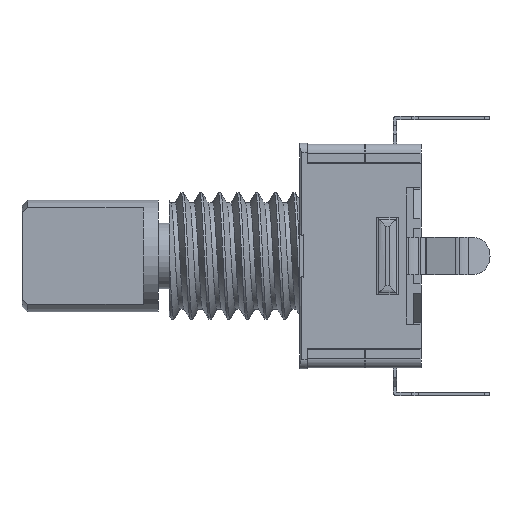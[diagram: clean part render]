
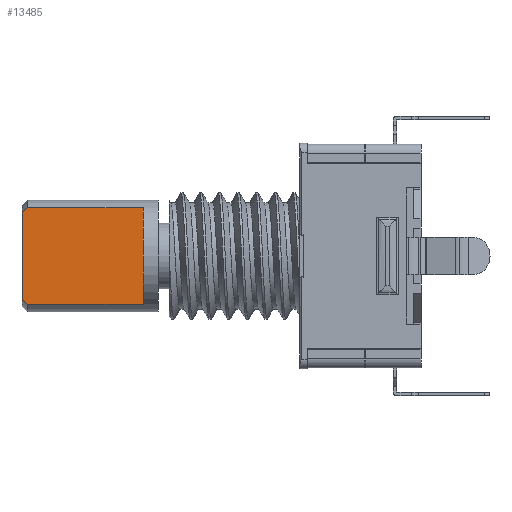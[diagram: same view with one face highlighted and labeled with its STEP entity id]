
A CAD part, left-side view. The second image highlights one B-rep face of the part: STEP entity #13485.
In plain terms, the highlighted planar face has unit normal (-1, 0, 0).
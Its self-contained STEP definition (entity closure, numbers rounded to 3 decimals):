
#478 = CARTESIAN_POINT ( 'NONE',  ( -1.5, 21.4, -2.245 ) ) ;
#656 = ORIENTED_EDGE ( 'NONE', *, *, #2717, .T. ) ;
#2039 = DIRECTION ( 'NONE',  ( 0., 0., -1. ) ) ;
#2255 = LINE ( 'NONE', #7127, #11261 ) ;
#2403 = CARTESIAN_POINT ( 'NONE',  ( -1.5, 8.692, 2.598 ) ) ;
#2717 = EDGE_CURVE ( 'NONE', #7081, #14728, #9664, .T. ) ;
#3135 = ORIENTED_EDGE ( 'NONE', *, *, #15105, .T. ) ;
#3230 = PLANE ( 'NONE',  #7232 ) ;
#3278 = DIRECTION ( 'NONE',  ( 0., 1., 0. ) ) ;
#3584 = DIRECTION ( 'NONE',  ( 0., 0., -1. ) ) ;
#3787 = CARTESIAN_POINT ( 'NONE',  ( -1.5, 21.201, 2.481 ) ) ;
#4689 = EDGE_CURVE ( 'NONE', #6878, #5091, #9369, .T. ) ;
#4700 = VERTEX_POINT ( 'NONE', #8166 ) ;
#4863 = ORIENTED_EDGE ( 'NONE', *, *, #4689, .F. ) ;
#5091 = VERTEX_POINT ( 'NONE', #15629 ) ;
#5121 = CARTESIAN_POINT ( 'NONE',  ( -1.5, 21.1, 2.598 ) ) ;
#5341 = CARTESIAN_POINT ( 'NONE',  ( -1.5, 21.301, -2.364 ) ) ;
#5414 = B_SPLINE_CURVE_WITH_KNOTS ( 'NONE', 3,
 ( #14724, #3787, #8653, #13538 ),
 .UNSPECIFIED., .F., .F.,
 ( 4, 4 ),
 ( 0., 0. ),
 .UNSPECIFIED. ) ;
#6170 = VECTOR ( 'NONE', #3278, 1000. ) ;
#6878 = VERTEX_POINT ( 'NONE', #8976 ) ;
#7081 = VERTEX_POINT ( 'NONE', #12247 ) ;
#7127 = CARTESIAN_POINT ( 'NONE',  ( -1.5, 14.9, 0. ) ) ;
#7232 = AXIS2_PLACEMENT_3D ( 'NONE', #8121, #12978, #2039 ) ;
#7283 = DIRECTION ( 'NONE',  ( 0., 1., 0. ) ) ;
#8121 = CARTESIAN_POINT ( 'NONE',  ( -1.5, 8.692, 0. ) ) ;
#8166 = CARTESIAN_POINT ( 'NONE',  ( -1.5, 14.9, 2.598 ) ) ;
#8553 = EDGE_CURVE ( 'NONE', #6878, #4700, #2255, .T. ) ;
#8653 = CARTESIAN_POINT ( 'NONE',  ( -1.5, 21.301, 2.364 ) ) ;
#8976 = CARTESIAN_POINT ( 'NONE',  ( -1.5, 14.9, -2.598 ) ) ;
#9369 = LINE ( 'NONE', #14234, #6170 ) ;
#9645 = VERTEX_POINT ( 'NONE', #5121 ) ;
#9664 = LINE ( 'NONE', #14529, #12775 ) ;
#10201 = CARTESIAN_POINT ( 'NONE',  ( -1.5, 21.201, -2.481 ) ) ;
#10771 = ORIENTED_EDGE ( 'NONE', *, *, #15205, .T. ) ;
#11261 = VECTOR ( 'NONE', #11994, 1000. ) ;
#11390 = CARTESIAN_POINT ( 'NONE',  ( -1.5, 21.4, -2.245 ) ) ;
#11994 = DIRECTION ( 'NONE',  ( 0., 0., 1. ) ) ;
#12068 = ORIENTED_EDGE ( 'NONE', *, *, #15451, .T. ) ;
#12247 = CARTESIAN_POINT ( 'NONE',  ( -1.5, 21.4, 2.245 ) ) ;
#12452 = EDGE_LOOP ( 'NONE', ( #656, #10771, #4863, #12587, #3135, #12068 ) ) ;
#12587 = ORIENTED_EDGE ( 'NONE', *, *, #8553, .T. ) ;
#12775 = VECTOR ( 'NONE', #3584, 1000. ) ;
#12978 = DIRECTION ( 'NONE',  ( 1., 0., 0. ) ) ;
#13348 = LINE ( 'NONE', #2403, #14669 ) ;
#13485 = ADVANCED_FACE ( 'NONE', ( #14186 ), #3230, .F. ) ;
#13538 = CARTESIAN_POINT ( 'NONE',  ( -1.5, 21.4, 2.245 ) ) ;
#14185 = B_SPLINE_CURVE_WITH_KNOTS ( 'NONE', 3,
 ( #478, #5341, #10201, #15046 ),
 .UNSPECIFIED., .F., .F.,
 ( 4, 4 ),
 ( 0., 0. ),
 .UNSPECIFIED. ) ;
#14186 = FACE_OUTER_BOUND ( 'NONE', #12452, .T. ) ;
#14234 = CARTESIAN_POINT ( 'NONE',  ( -1.5, 8.692, -2.598 ) ) ;
#14529 = CARTESIAN_POINT ( 'NONE',  ( -1.5, 21.4, 0. ) ) ;
#14669 = VECTOR ( 'NONE', #7283, 1000. ) ;
#14724 = CARTESIAN_POINT ( 'NONE',  ( -1.5, 21.1, 2.598 ) ) ;
#14728 = VERTEX_POINT ( 'NONE', #11390 ) ;
#15046 = CARTESIAN_POINT ( 'NONE',  ( -1.5, 21.1, -2.598 ) ) ;
#15105 = EDGE_CURVE ( 'NONE', #4700, #9645, #13348, .T. ) ;
#15205 = EDGE_CURVE ( 'NONE', #14728, #5091, #14185, .T. ) ;
#15451 = EDGE_CURVE ( 'NONE', #9645, #7081, #5414, .T. ) ;
#15629 = CARTESIAN_POINT ( 'NONE',  ( -1.5, 21.1, -2.598 ) ) ;
